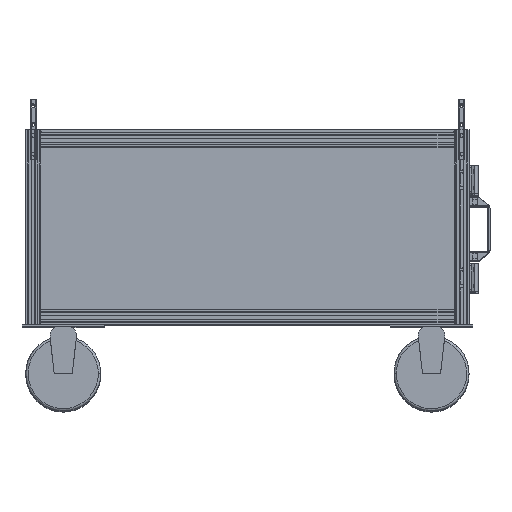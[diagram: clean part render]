
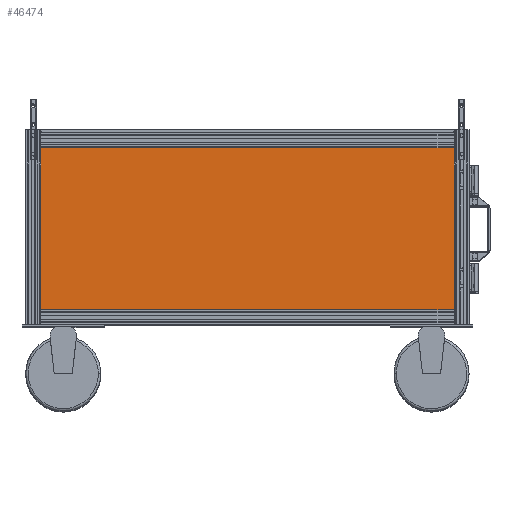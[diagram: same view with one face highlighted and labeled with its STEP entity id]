
A CAD part, top view. The second image highlights one B-rep face of the part: STEP entity #46474.
In plain terms, the highlighted planar face has unit normal (0, 0, 1).
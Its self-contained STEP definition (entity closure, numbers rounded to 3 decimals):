
#46160 = VERTEX_POINT('',#46161);
#46161 = CARTESIAN_POINT('',(-720.578,-7.878,1214.398
    ));
#46168 = PLANE('',#46169);
#46169 = AXIS2_PLACEMENT_3D('',#46170,#46171,#46172);
#46170 = CARTESIAN_POINT('',(-720.578,-7.878,1209.398
    ));
#46171 = DIRECTION('',(0.,1.,0.));
#46172 = DIRECTION('',(1.,0.,0.));
#46180 = PLANE('',#46181);
#46181 = AXIS2_PLACEMENT_3D('',#46182,#46183,#46184);
#46182 = CARTESIAN_POINT('',(-720.578,-294.778,
    1209.398));
#46183 = DIRECTION('',(-1.,0.,0.));
#46184 = DIRECTION('',(0.,1.,0.));
#46192 = EDGE_CURVE('',#46160,#46193,#46195,.T.);
#46193 = VERTEX_POINT('',#46194);
#46194 = CARTESIAN_POINT('',(-7.878,-7.878,1214.398
    ));
#46195 = SURFACE_CURVE('',#46196,(#46200,#46207),.PCURVE_S1.);
#46196 = LINE('',#46197,#46198);
#46197 = CARTESIAN_POINT('',(-720.578,-7.878,1214.398
    ));
#46198 = VECTOR('',#46199,1.);
#46199 = DIRECTION('',(1.,0.,0.));
#46200 = PCURVE('',#46168,#46201);
#46201 = DEFINITIONAL_REPRESENTATION('',(#46202),#46206);
#46202 = LINE('',#46203,#46204);
#46203 = CARTESIAN_POINT('',(0.,-5.));
#46204 = VECTOR('',#46205,1.);
#46205 = DIRECTION('',(1.,0.));
#46206 = ( GEOMETRIC_REPRESENTATION_CONTEXT(2) 
PARAMETRIC_REPRESENTATION_CONTEXT() REPRESENTATION_CONTEXT('2D SPACE',''
  ) );
#46207 = PCURVE('',#46208,#46213);
#46208 = PLANE('',#46209);
#46209 = AXIS2_PLACEMENT_3D('',#46210,#46211,#46212);
#46210 = CARTESIAN_POINT('',(-364.228,-151.328,
    1214.398));
#46211 = DIRECTION('',(-0.,-0.,-1.));
#46212 = DIRECTION('',(-1.,0.,0.));
#46213 = DEFINITIONAL_REPRESENTATION('',(#46214),#46218);
#46214 = LINE('',#46215,#46216);
#46215 = CARTESIAN_POINT('',(356.35,143.45));
#46216 = VECTOR('',#46217,1.);
#46217 = DIRECTION('',(-1.,0.));
#46218 = ( GEOMETRIC_REPRESENTATION_CONTEXT(2) 
PARAMETRIC_REPRESENTATION_CONTEXT() REPRESENTATION_CONTEXT('2D SPACE',''
  ) );
#46236 = PLANE('',#46237);
#46237 = AXIS2_PLACEMENT_3D('',#46238,#46239,#46240);
#46238 = CARTESIAN_POINT('',(-7.878,-7.878,1209.398
    ));
#46239 = DIRECTION('',(1.,0.,0.));
#46240 = DIRECTION('',(0.,-1.,0.));
#46278 = EDGE_CURVE('',#46193,#46279,#46281,.T.);
#46279 = VERTEX_POINT('',#46280);
#46280 = CARTESIAN_POINT('',(-7.878,-294.778,
    1214.398));
#46281 = SURFACE_CURVE('',#46282,(#46286,#46293),.PCURVE_S1.);
#46282 = LINE('',#46283,#46284);
#46283 = CARTESIAN_POINT('',(-7.878,-7.878,1214.398
    ));
#46284 = VECTOR('',#46285,1.);
#46285 = DIRECTION('',(0.,-1.,0.));
#46286 = PCURVE('',#46236,#46287);
#46287 = DEFINITIONAL_REPRESENTATION('',(#46288),#46292);
#46288 = LINE('',#46289,#46290);
#46289 = CARTESIAN_POINT('',(0.,-5.));
#46290 = VECTOR('',#46291,1.);
#46291 = DIRECTION('',(1.,0.));
#46292 = ( GEOMETRIC_REPRESENTATION_CONTEXT(2) 
PARAMETRIC_REPRESENTATION_CONTEXT() REPRESENTATION_CONTEXT('2D SPACE',''
  ) );
#46293 = PCURVE('',#46208,#46294);
#46294 = DEFINITIONAL_REPRESENTATION('',(#46295),#46299);
#46295 = LINE('',#46296,#46297);
#46296 = CARTESIAN_POINT('',(-356.35,143.45));
#46297 = VECTOR('',#46298,1.);
#46298 = DIRECTION('',(0.,-1.));
#46299 = ( GEOMETRIC_REPRESENTATION_CONTEXT(2) 
PARAMETRIC_REPRESENTATION_CONTEXT() REPRESENTATION_CONTEXT('2D SPACE',''
  ) );
#46317 = PLANE('',#46318);
#46318 = AXIS2_PLACEMENT_3D('',#46319,#46320,#46321);
#46319 = CARTESIAN_POINT('',(-7.878,-294.778,
    1209.398));
#46320 = DIRECTION('',(0.,-1.,0.));
#46321 = DIRECTION('',(-1.,0.,0.));
#46354 = EDGE_CURVE('',#46279,#46355,#46357,.T.);
#46355 = VERTEX_POINT('',#46356);
#46356 = CARTESIAN_POINT('',(-720.578,-294.778,
    1214.398));
#46357 = SURFACE_CURVE('',#46358,(#46362,#46369),.PCURVE_S1.);
#46358 = LINE('',#46359,#46360);
#46359 = CARTESIAN_POINT('',(-7.878,-294.778,
    1214.398));
#46360 = VECTOR('',#46361,1.);
#46361 = DIRECTION('',(-1.,0.,0.));
#46362 = PCURVE('',#46317,#46363);
#46363 = DEFINITIONAL_REPRESENTATION('',(#46364),#46368);
#46364 = LINE('',#46365,#46366);
#46365 = CARTESIAN_POINT('',(0.,-5.));
#46366 = VECTOR('',#46367,1.);
#46367 = DIRECTION('',(1.,0.));
#46368 = ( GEOMETRIC_REPRESENTATION_CONTEXT(2) 
PARAMETRIC_REPRESENTATION_CONTEXT() REPRESENTATION_CONTEXT('2D SPACE',''
  ) );
#46369 = PCURVE('',#46208,#46370);
#46370 = DEFINITIONAL_REPRESENTATION('',(#46371),#46375);
#46371 = LINE('',#46372,#46373);
#46372 = CARTESIAN_POINT('',(-356.35,-143.45));
#46373 = VECTOR('',#46374,1.);
#46374 = DIRECTION('',(1.,0.));
#46375 = ( GEOMETRIC_REPRESENTATION_CONTEXT(2) 
PARAMETRIC_REPRESENTATION_CONTEXT() REPRESENTATION_CONTEXT('2D SPACE',''
  ) );
#46425 = EDGE_CURVE('',#46355,#46160,#46426,.T.);
#46426 = SURFACE_CURVE('',#46427,(#46431,#46438),.PCURVE_S1.);
#46427 = LINE('',#46428,#46429);
#46428 = CARTESIAN_POINT('',(-720.578,-294.778,
    1214.398));
#46429 = VECTOR('',#46430,1.);
#46430 = DIRECTION('',(0.,1.,0.));
#46431 = PCURVE('',#46180,#46432);
#46432 = DEFINITIONAL_REPRESENTATION('',(#46433),#46437);
#46433 = LINE('',#46434,#46435);
#46434 = CARTESIAN_POINT('',(0.,-5.));
#46435 = VECTOR('',#46436,1.);
#46436 = DIRECTION('',(1.,0.));
#46437 = ( GEOMETRIC_REPRESENTATION_CONTEXT(2) 
PARAMETRIC_REPRESENTATION_CONTEXT() REPRESENTATION_CONTEXT('2D SPACE',''
  ) );
#46438 = PCURVE('',#46208,#46439);
#46439 = DEFINITIONAL_REPRESENTATION('',(#46440),#46444);
#46440 = LINE('',#46441,#46442);
#46441 = CARTESIAN_POINT('',(356.35,-143.45));
#46442 = VECTOR('',#46443,1.);
#46443 = DIRECTION('',(0.,1.));
#46444 = ( GEOMETRIC_REPRESENTATION_CONTEXT(2) 
PARAMETRIC_REPRESENTATION_CONTEXT() REPRESENTATION_CONTEXT('2D SPACE',''
  ) );
#46474 = ADVANCED_FACE('',(#46475),#46208,.F.);
#46475 = FACE_BOUND('',#46476,.F.);
#46476 = EDGE_LOOP('',(#46477,#46478,#46479,#46480));
#46477 = ORIENTED_EDGE('',*,*,#46192,.T.);
#46478 = ORIENTED_EDGE('',*,*,#46278,.T.);
#46479 = ORIENTED_EDGE('',*,*,#46354,.T.);
#46480 = ORIENTED_EDGE('',*,*,#46425,.T.);
